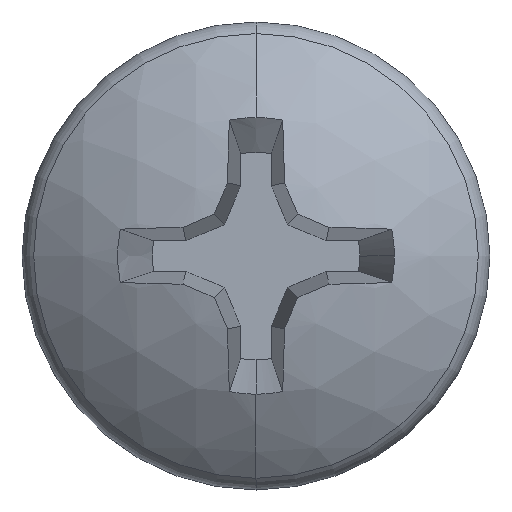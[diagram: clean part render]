
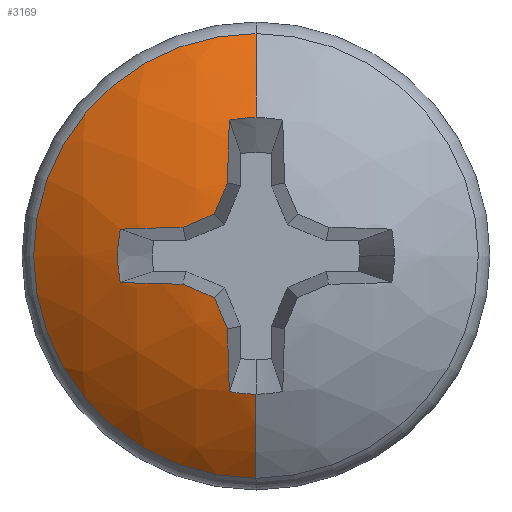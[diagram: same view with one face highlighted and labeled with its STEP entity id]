
A CAD part, top view. The second image highlights one B-rep face of the part: STEP entity #3169.
In plain terms, the highlighted spherical face has radius 5.8 mm.
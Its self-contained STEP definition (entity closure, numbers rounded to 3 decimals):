
#36 = EDGE_CURVE ( 'NONE', #4776, #361, #5172, .T. ) ;
#119 = DIRECTION ( 'NONE',  ( 0.996, 0., 0.087 ) ) ;
#138 = DIRECTION ( 'NONE',  ( 0., -1., 0. ) ) ;
#144 = DIRECTION ( 'NONE',  ( 0.087, 0., -0.996 ) ) ;
#177 = DIRECTION ( 'NONE',  ( 0.924, 0.383, 0. ) ) ;
#264 = VERTEX_POINT ( 'NONE', #1228 ) ;
#328 = ORIENTED_EDGE ( 'NONE', *, *, #3418, .F. ) ;
#333 = CIRCLE ( 'NONE', #2526, 5.784 ) ;
#361 = VERTEX_POINT ( 'NONE', #1090 ) ;
#453 = CIRCLE ( 'NONE', #4503, 2.365 ) ;
#461 = CARTESIAN_POINT ( 'NONE',  ( 0., 0.007, 9.401 ) ) ;
#529 = CIRCLE ( 'NONE', #2374, 5.8 ) ;
#613 = CARTESIAN_POINT ( 'NONE',  ( -0.164, -0.397, 9.362 ) ) ;
#616 = AXIS2_PLACEMENT_3D ( 'NONE', #461, #1820, #3606 ) ;
#697 = CIRCLE ( 'NONE', #2406, 5.8 ) ;
#746 = DIRECTION ( 'NONE',  ( -1., 0., 0. ) ) ;
#877 = VERTEX_POINT ( 'NONE', #2479 ) ;
#1002 = ORIENTED_EDGE ( 'NONE', *, *, #5622, .F. ) ;
#1004 = CARTESIAN_POINT ( 'NONE',  ( 0., 0., 9.4 ) ) ;
#1090 = CARTESIAN_POINT ( 'NONE',  ( -0.486, -1.247, 15.043 ) ) ;
#1153 = ORIENTED_EDGE ( 'NONE', *, *, #1361, .F. ) ;
#1228 = CARTESIAN_POINT ( 'NONE',  ( 0., 2.365, 14.696 ) ) ;
#1326 = CARTESIAN_POINT ( 'NONE',  ( 0.007, 0., 9.401 ) ) ;
#1338 = DIRECTION ( 'NONE',  ( 1., 0., 0. ) ) ;
#1361 = EDGE_CURVE ( 'NONE', #4689, #4776, #2876, .T. ) ;
#1368 = CARTESIAN_POINT ( 'NONE',  ( -2.321, -0.456, 14.696 ) ) ;
#1379 = CIRCLE ( 'NONE', #1641, 5.8 ) ;
#1393 = AXIS2_PLACEMENT_3D ( 'NONE', #5249, #1668, #2176 ) ;
#1465 = DIRECTION ( 'NONE',  ( -0.924, 0.383, 0. ) ) ;
#1466 = CARTESIAN_POINT ( 'NONE',  ( -0.456, 2.321, 14.696 ) ) ;
#1487 = ORIENTED_EDGE ( 'NONE', *, *, #5363, .F. ) ;
#1499 = ORIENTED_EDGE ( 'NONE', *, *, #4690, .F. ) ;
#1506 = CARTESIAN_POINT ( 'NONE',  ( -0.714, 0.714, 15.111 ) ) ;
#1513 = CARTESIAN_POINT ( 'NONE',  ( -0.456, -2.321, 14.696 ) ) ;
#1519 = CARTESIAN_POINT ( 'NONE',  ( 0.007, 0., 9.401 ) ) ;
#1557 = EDGE_CURVE ( 'NONE', #3543, #2838, #2087, .T. ) ;
#1624 = CARTESIAN_POINT ( 'NONE',  ( 0., 0., 9.4 ) ) ;
#1639 = ORIENTED_EDGE ( 'NONE', *, *, #1557, .F. ) ;
#1641 = AXIS2_PLACEMENT_3D ( 'NONE', #2416, #3740, #4205 ) ;
#1668 = DIRECTION ( 'NONE',  ( 0.92, 0.381, 0.087 ) ) ;
#1731 = CIRCLE ( 'NONE', #4201, 2.365 ) ;
#1755 = ORIENTED_EDGE ( 'NONE', *, *, #3977, .F. ) ;
#1808 = CARTESIAN_POINT ( 'NONE',  ( -1.247, 0.486, 15.043 ) ) ;
#1820 = DIRECTION ( 'NONE',  ( 0., 0.996, 0.087 ) ) ;
#1823 = DIRECTION ( 'NONE',  ( -1., 0., 0. ) ) ;
#1886 = ORIENTED_EDGE ( 'NONE', *, *, #36, .F. ) ;
#1965 = DIRECTION ( 'NONE',  ( -1., 0., 0. ) ) ;
#2056 = DIRECTION ( 'NONE',  ( 0., 1., 0. ) ) ;
#2087 = CIRCLE ( 'NONE', #2520, 5.784 ) ;
#2162 = ORIENTED_EDGE ( 'NONE', *, *, #4331, .F. ) ;
#2176 = DIRECTION ( 'NONE',  ( -0.383, 0.924, 0. ) ) ;
#2203 = CIRCLE ( 'NONE', #3021, 3.802 ) ;
#2267 = ORIENTED_EDGE ( 'NONE', *, *, #5293, .F. ) ;
#2279 = CARTESIAN_POINT ( 'NONE',  ( 0., 3.802, 13.78 ) ) ;
#2340 = ORIENTED_EDGE ( 'NONE', *, *, #3884, .T. ) ;
#2355 = DIRECTION ( 'NONE',  ( 0., 1., 0. ) ) ;
#2368 = SPHERICAL_SURFACE ( 'NONE', #4978, 5.8 ) ;
#2374 = AXIS2_PLACEMENT_3D ( 'NONE', #5448, #1338, #4502 ) ;
#2406 = AXIS2_PLACEMENT_3D ( 'NONE', #1519, #119, #144 ) ;
#2416 = CARTESIAN_POINT ( 'NONE',  ( 0., -0.007, 9.401 ) ) ;
#2479 = CARTESIAN_POINT ( 'NONE',  ( -2.321, 0.456, 14.696 ) ) ;
#2520 = AXIS2_PLACEMENT_3D ( 'NONE', #5025, #4592, #177 ) ;
#2526 = AXIS2_PLACEMENT_3D ( 'NONE', #5336, #3077, #4445 ) ;
#2838 = VERTEX_POINT ( 'NONE', #1808 ) ;
#2869 = CIRCLE ( 'NONE', #616, 5.8 ) ;
#2876 = CIRCLE ( 'NONE', #4064, 5.784 ) ;
#3006 = CARTESIAN_POINT ( 'NONE',  ( 0., -2.365, 14.696 ) ) ;
#3021 = AXIS2_PLACEMENT_3D ( 'NONE', #4706, #4649, #138 ) ;
#3077 = DIRECTION ( 'NONE',  ( 0.92, -0.381, 0.087 ) ) ;
#3082 = DIRECTION ( 'NONE',  ( 0.087, 0., -0.996 ) ) ;
#3089 = EDGE_LOOP ( 'NONE', ( #5714, #2340, #1487, #1755, #1886, #1153, #328, #5770, #2267, #1639, #3875, #1002, #2162, #1499 ) ) ;
#3111 = VERTEX_POINT ( 'NONE', #5142 ) ;
#3125 = CIRCLE ( 'NONE', #4425, 2.365 ) ;
#3169 = ADVANCED_FACE ( 'NONE', ( #3706 ), #2368, .T. ) ;
#3270 = EDGE_CURVE ( 'NONE', #3111, #3543, #333, .T. ) ;
#3279 = CIRCLE ( 'NONE', #3509, 5.8 ) ;
#3298 = CARTESIAN_POINT ( 'NONE',  ( -0.714, -0.714, 15.111 ) ) ;
#3407 = CARTESIAN_POINT ( 'NONE',  ( 0., 0., 14.696 ) ) ;
#3418 = EDGE_CURVE ( 'NONE', #5637, #4689, #2869, .T. ) ;
#3429 = DIRECTION ( 'NONE',  ( 0., 0., 1. ) ) ;
#3509 = AXIS2_PLACEMENT_3D ( 'NONE', #1326, #3533, #3082 ) ;
#3514 = VERTEX_POINT ( 'NONE', #1466 ) ;
#3533 = DIRECTION ( 'NONE',  ( 0.996, 0., 0.087 ) ) ;
#3543 = VERTEX_POINT ( 'NONE', #1506 ) ;
#3606 = DIRECTION ( 'NONE',  ( 0., -0.087, 0.996 ) ) ;
#3706 = FACE_OUTER_BOUND ( 'NONE', #3089, .T. ) ;
#3740 = DIRECTION ( 'NONE',  ( 0., -0.996, 0.087 ) ) ;
#3875 = ORIENTED_EDGE ( 'NONE', *, *, #3270, .F. ) ;
#3884 = EDGE_CURVE ( 'NONE', #4500, #4512, #5315, .T. ) ;
#3977 = EDGE_CURVE ( 'NONE', #361, #4409, #697, .T. ) ;
#4050 = CARTESIAN_POINT ( 'NONE',  ( 0., 0., 14.696 ) ) ;
#4064 = AXIS2_PLACEMENT_3D ( 'NONE', #613, #5016, #1465 ) ;
#4145 = DIRECTION ( 'NONE',  ( -1., 0., 0. ) ) ;
#4201 = AXIS2_PLACEMENT_3D ( 'NONE', #4050, #4526, #1823 ) ;
#4205 = DIRECTION ( 'NONE',  ( 0., -0.087, -0.996 ) ) ;
#4331 = EDGE_CURVE ( 'NONE', #264, #3514, #1731, .T. ) ;
#4409 = VERTEX_POINT ( 'NONE', #1513 ) ;
#4425 = AXIS2_PLACEMENT_3D ( 'NONE', #3407, #3429, #746 ) ;
#4445 = DIRECTION ( 'NONE',  ( 0.383, 0.924, 0. ) ) ;
#4500 = VERTEX_POINT ( 'NONE', #5689 ) ;
#4502 = DIRECTION ( 'NONE',  ( 0., 0., -1. ) ) ;
#4503 = AXIS2_PLACEMENT_3D ( 'NONE', #5068, #5090, #2355 ) ;
#4512 = VERTEX_POINT ( 'NONE', #3006 ) ;
#4526 = DIRECTION ( 'NONE',  ( 0., 0., 1. ) ) ;
#4592 = DIRECTION ( 'NONE',  ( 0.381, -0.92, 0.087 ) ) ;
#4649 = DIRECTION ( 'NONE',  ( 0., 0., 1. ) ) ;
#4689 = VERTEX_POINT ( 'NONE', #5798 ) ;
#4690 = EDGE_CURVE ( 'NONE', #5755, #264, #529, .T. ) ;
#4706 = CARTESIAN_POINT ( 'NONE',  ( 0., 0., 13.78 ) ) ;
#4776 = VERTEX_POINT ( 'NONE', #3298 ) ;
#4978 = AXIS2_PLACEMENT_3D ( 'NONE', #1624, #1965, #2056 ) ;
#5016 = DIRECTION ( 'NONE',  ( 0.381, 0.92, 0.087 ) ) ;
#5025 = CARTESIAN_POINT ( 'NONE',  ( -0.164, 0.397, 9.362 ) ) ;
#5068 = CARTESIAN_POINT ( 'NONE',  ( 0., 0., 14.696 ) ) ;
#5090 = DIRECTION ( 'NONE',  ( 0., 0., 1. ) ) ;
#5142 = CARTESIAN_POINT ( 'NONE',  ( -0.486, 1.247, 15.043 ) ) ;
#5172 = CIRCLE ( 'NONE', #1393, 5.784 ) ;
#5249 = CARTESIAN_POINT ( 'NONE',  ( -0.397, -0.164, 9.362 ) ) ;
#5293 = EDGE_CURVE ( 'NONE', #2838, #877, #1379, .T. ) ;
#5315 = CIRCLE ( 'NONE', #5830, 5.8 ) ;
#5329 = EDGE_CURVE ( 'NONE', #5755, #4500, #2203, .T. ) ;
#5336 = CARTESIAN_POINT ( 'NONE',  ( -0.397, 0.164, 9.362 ) ) ;
#5363 = EDGE_CURVE ( 'NONE', #4409, #4512, #453, .T. ) ;
#5441 = EDGE_CURVE ( 'NONE', #877, #5637, #3125, .T. ) ;
#5448 = CARTESIAN_POINT ( 'NONE',  ( 0., 0., 9.4 ) ) ;
#5622 = EDGE_CURVE ( 'NONE', #3514, #3111, #3279, .T. ) ;
#5637 = VERTEX_POINT ( 'NONE', #1368 ) ;
#5689 = CARTESIAN_POINT ( 'NONE',  ( 0., -3.802, 13.78 ) ) ;
#5714 = ORIENTED_EDGE ( 'NONE', *, *, #5329, .T. ) ;
#5755 = VERTEX_POINT ( 'NONE', #2279 ) ;
#5770 = ORIENTED_EDGE ( 'NONE', *, *, #5441, .F. ) ;
#5773 = DIRECTION ( 'NONE',  ( 0., -1., 0. ) ) ;
#5798 = CARTESIAN_POINT ( 'NONE',  ( -1.247, -0.486, 15.043 ) ) ;
#5830 = AXIS2_PLACEMENT_3D ( 'NONE', #1004, #4145, #5773 ) ;
